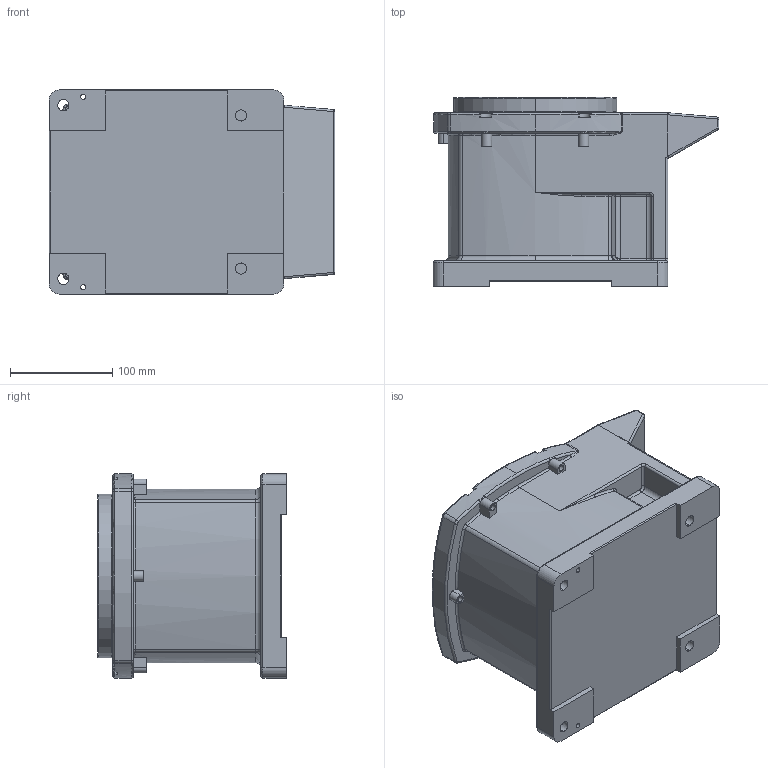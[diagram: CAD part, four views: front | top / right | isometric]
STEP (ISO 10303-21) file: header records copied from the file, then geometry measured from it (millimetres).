
FILE_DESCRIPTION (( 'STEP AP214' ), '1' );
FILE_NAME ('Base.STEP', '2024-07-02T05:36:02', ( '' ), ( '' ), 'SwSTEP 2.0', 'SolidWorks 2022', '' );
FILE_SCHEMA (( 'AUTOMOTIVE_DESIGN' ));
Length unit declared in the file: millimetre
Products named in the file (1): Base
Bounding box: 280 x 185 x 200 mm (x, y, z)
Volume: 6388095.5 mm3; surface area: 274413.5 mm2
Topology: 1 solids, 1 shells, 340 faces, 830 edges, 490 vertices
Faces by surface type: cylinder 133, torus 98, plane 65, bspline 34, sphere 8, cone 2
Entity records: 11455 total; most frequent: CARTESIAN_POINT 3353, DIRECTION 1851, ORIENTED_EDGE 1640, EDGE_CURVE 820, AXIS2_PLACEMENT_3D 792, VERTEX_POINT 490, CIRCLE 485, EDGE_LOOP 370
